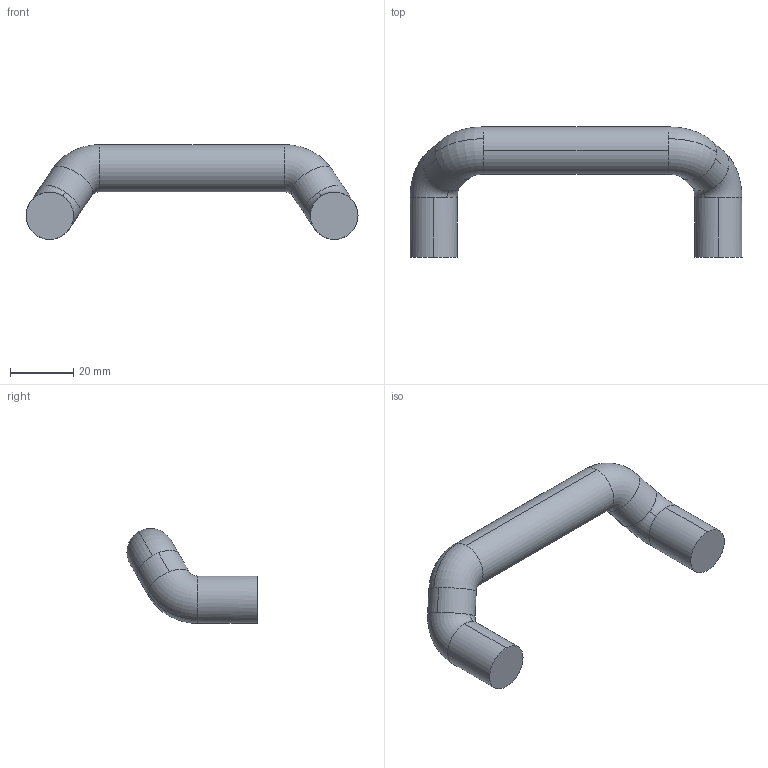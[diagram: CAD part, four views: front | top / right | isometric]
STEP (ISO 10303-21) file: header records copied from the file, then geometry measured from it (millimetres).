
FILE_DESCRIPTION (( 'STEP AP214' ), '1' );
FILE_NAME ('A01.005-RK3-S__[ID006]__Handle.STEP', '2024-10-29T12:43:42', ( '' ), ( '' ), 'SwSTEP 2.0', 'SolidWorks 2021', '' );
FILE_SCHEMA (( 'AUTOMOTIVE_DESIGN' ));
Length unit declared in the file: millimetre
Products named in the file (1): A01.005-RK3-S__[ID006]__Handle
Bounding box: 105 x 41.16 x 30 mm (x, y, z)
Volume: 27417 mm3; surface area: 7664.6 mm2
Topology: 1 solids, 1 shells, 20 faces, 54 edges, 36 vertices
Faces by surface type: cylinder 10, torus 8, plane 2
Entity records: 696 total; most frequent: DIRECTION 140, CARTESIAN_POINT 111, ORIENTED_EDGE 108, AXIS2_PLACEMENT_3D 65, EDGE_CURVE 54, CIRCLE 44, VERTEX_POINT 36, ADVANCED_FACE 20
